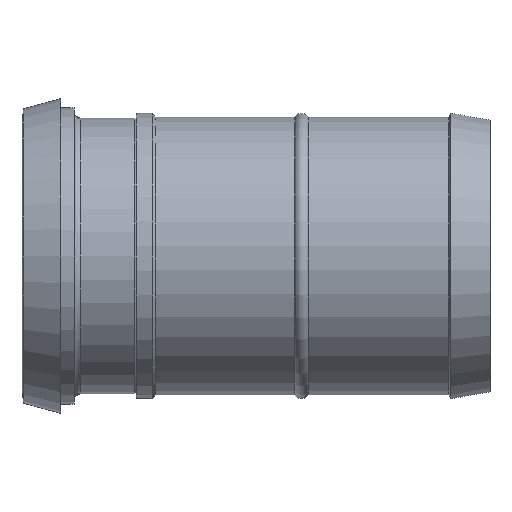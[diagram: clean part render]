
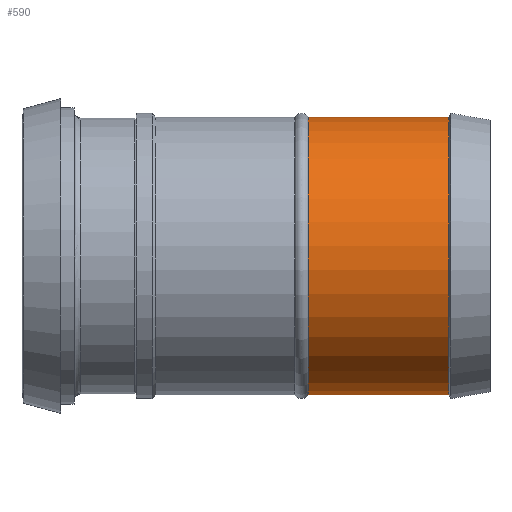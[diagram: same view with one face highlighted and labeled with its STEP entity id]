
A CAD part, front view. The second image highlights one B-rep face of the part: STEP entity #590.
In plain terms, the highlighted cylindrical face has radius 53.5 mm (diameter 107 mm), a full revolution.
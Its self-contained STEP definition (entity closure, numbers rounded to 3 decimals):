
#556=CARTESIAN_POINT('',(-120.134,53.5,0.0));
#557=VERTEX_POINT('',#556);
#558=CARTESIAN_POINT('',(-120.134,0.0,0.0));
#559=DIRECTION('',(1.0,0.0,0.0));
#560=DIRECTION('',(0.0,1.0,0.0));
#561=AXIS2_PLACEMENT_3D('',#558,#559,#560);
#562=CIRCLE('',#561,53.5);
#563=EDGE_CURVE('',#557,#557,#562,.T.);
#571=CARTESIAN_POINT('',(-93.116,0.0,0.0));
#572=DIRECTION('',(1.0,0.0,0.0));
#573=DIRECTION('',(0.0,1.0,0.0));
#574=AXIS2_PLACEMENT_3D('',#571,#572,#573);
#575=CYLINDRICAL_SURFACE('',#574,53.5);
#576=CARTESIAN_POINT('',(-66.098,53.5,0.0));
#577=VERTEX_POINT('',#576);
#578=CARTESIAN_POINT('',(-66.098,0.0,0.0));
#579=DIRECTION('',(1.0,0.0,0.0));
#580=DIRECTION('',(0.0,1.0,0.0));
#581=AXIS2_PLACEMENT_3D('',#578,#579,#580);
#582=CIRCLE('',#581,53.5);
#583=EDGE_CURVE('',#577,#577,#582,.T.);
#584=ORIENTED_EDGE('',*,*,#583,.F.);
#585=EDGE_LOOP('',(#584));
#586=FACE_OUTER_BOUND('',#585,.T.);
#587=ORIENTED_EDGE('',*,*,#563,.T.);
#588=EDGE_LOOP('',(#587));
#589=FACE_BOUND('',#588,.T.);
#590=ADVANCED_FACE('',(#586,#589),#575,.T.);
